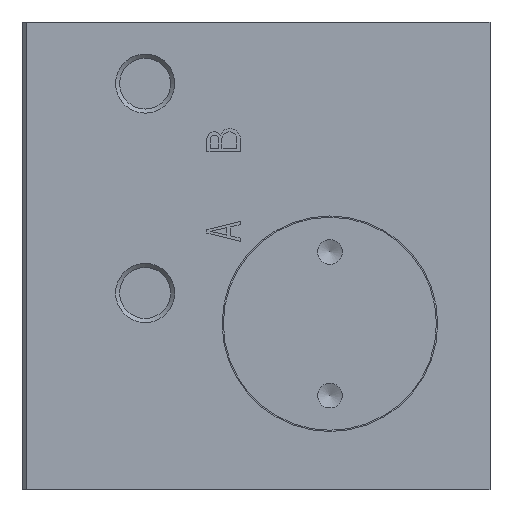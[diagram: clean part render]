
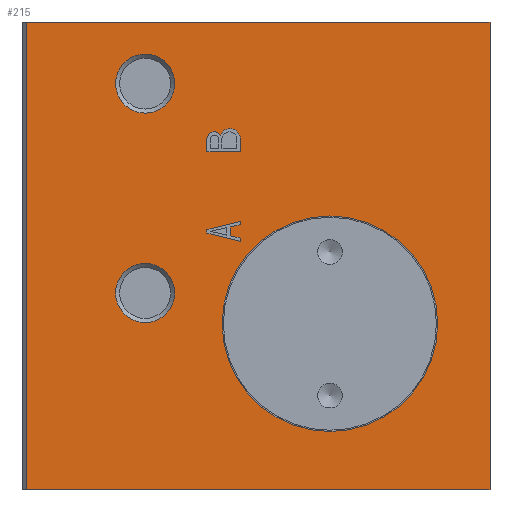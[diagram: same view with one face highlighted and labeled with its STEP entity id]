
A CAD part, left-side view. The second image highlights one B-rep face of the part: STEP entity #215.
In plain terms, the highlighted face is planar.
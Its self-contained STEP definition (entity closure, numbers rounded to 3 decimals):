
#215 = ADVANCED_FACE( '', ( #547, #548, #549, #550, #551, #552 ), #553, .F. );
#547 = FACE_BOUND( '', #1056, .T. );
#548 = FACE_OUTER_BOUND( '', #1057, .T. );
#549 = FACE_BOUND( '', #1058, .T. );
#550 = FACE_BOUND( '', #1059, .T. );
#551 = FACE_BOUND( '', #1060, .T. );
#552 = FACE_BOUND( '', #1061, .T. );
#553 = PLANE( '', #1062 );
#1056 = EDGE_LOOP( '', ( #1604, #1605, #1606, #1607, #1608, #1609, #1610, #1611 ) );
#1057 = EDGE_LOOP( '', ( #1612, #1613, #1614, #1615 ) );
#1058 = EDGE_LOOP( '', ( #1616 ) );
#1059 = EDGE_LOOP( '', ( #1617 ) );
#1060 = EDGE_LOOP( '', ( #1618 ) );
#1061 = EDGE_LOOP( '', ( #1619, #1620, #1621, #1622, #1623 ) );
#1062 = AXIS2_PLACEMENT_3D( '', #1624, #1625, #1626 );
#1604 = ORIENTED_EDGE( '', *, *, #2662, .T. );
#1605 = ORIENTED_EDGE( '', *, *, #2609, .T. );
#1606 = ORIENTED_EDGE( '', *, *, #2663, .T. );
#1607 = ORIENTED_EDGE( '', *, *, #2664, .T. );
#1608 = ORIENTED_EDGE( '', *, *, #2665, .T. );
#1609 = ORIENTED_EDGE( '', *, *, #2666, .T. );
#1610 = ORIENTED_EDGE( '', *, *, #2667, .T. );
#1611 = ORIENTED_EDGE( '', *, *, #2668, .T. );
#1612 = ORIENTED_EDGE( '', *, *, #2669, .T. );
#1613 = ORIENTED_EDGE( '', *, *, #2670, .F. );
#1614 = ORIENTED_EDGE( '', *, *, #2671, .F. );
#1615 = ORIENTED_EDGE( '', *, *, #2672, .T. );
#1616 = ORIENTED_EDGE( '', *, *, #2673, .F. );
#1617 = ORIENTED_EDGE( '', *, *, #2674, .F. );
#1618 = ORIENTED_EDGE( '', *, *, #2675, .T. );
#1619 = ORIENTED_EDGE( '', *, *, #2676, .T. );
#1620 = ORIENTED_EDGE( '', *, *, #2677, .T. );
#1621 = ORIENTED_EDGE( '', *, *, #2678, .T. );
#1622 = ORIENTED_EDGE( '', *, *, #2679, .T. );
#1623 = ORIENTED_EDGE( '', *, *, #2680, .T. );
#1624 = CARTESIAN_POINT( '', ( 19., 0., -33. ) );
#1625 = DIRECTION( '', ( 0., 0., 1. ) );
#1626 = DIRECTION( '', ( 1., 0., 0. ) );
#2609 = EDGE_CURVE( '', #3026, #3027, #3028, .T. );
#2662 = EDGE_CURVE( '', #3116, #3026, #3117, .T. );
#2663 = EDGE_CURVE( '', #3027, #3118, #3119, .T. );
#2664 = EDGE_CURVE( '', #3118, #3120, #3121, .T. );
#2665 = EDGE_CURVE( '', #3120, #3122, #3123, .T. );
#2666 = EDGE_CURVE( '', #3122, #3124, #3125, .T. );
#2667 = EDGE_CURVE( '', #3124, #3126, #3127, .T. );
#2668 = EDGE_CURVE( '', #3126, #3116, #3128, .T. );
#2669 = EDGE_CURVE( '', #3129, #3130, #3131, .T. );
#2670 = EDGE_CURVE( '', #3132, #3130, #3133, .T. );
#2671 = EDGE_CURVE( '', #3134, #3132, #3135, .T. );
#2672 = EDGE_CURVE( '', #3134, #3129, #3136, .T. );
#2673 = EDGE_CURVE( '', #3137, #3137, #3138, .F. );
#2674 = EDGE_CURVE( '', #3139, #3139, #3140, .F. );
#2675 = EDGE_CURVE( '', #3141, #3141, #3142, .T. );
#2676 = EDGE_CURVE( '', #3143, #3144, #3145, .T. );
#2677 = EDGE_CURVE( '', #3144, #3146, #3147, .T. );
#2678 = EDGE_CURVE( '', #3146, #3148, #3149, .T. );
#2679 = EDGE_CURVE( '', #3148, #3150, #3151, .T. );
#2680 = EDGE_CURVE( '', #3150, #3143, #3152, .T. );
#3026 = VERTEX_POINT( '', #3628 );
#3027 = VERTEX_POINT( '', #3629 );
#3028 = LINE( '', #3630, #3631 );
#3116 = VERTEX_POINT( '', #3746 );
#3117 = LINE( '', #3747, #3748 );
#3118 = VERTEX_POINT( '', #3749 );
#3119 = LINE( '', #3750, #3751 );
#3120 = VERTEX_POINT( '', #3752 );
#3121 = LINE( '', #3753, #3754 );
#3122 = VERTEX_POINT( '', #3755 );
#3123 = LINE( '', #3756, #3757 );
#3124 = VERTEX_POINT( '', #3758 );
#3125 = LINE( '', #3759, #3760 );
#3126 = VERTEX_POINT( '', #3761 );
#3127 = LINE( '', #3762, #3763 );
#3128 = LINE( '', #3764, #3765 );
#3129 = VERTEX_POINT( '', #3766 );
#3130 = VERTEX_POINT( '', #3767 );
#3131 = LINE( '', #3768, #3769 );
#3132 = VERTEX_POINT( '', #3770 );
#3133 = LINE( '', #3771, #3772 );
#3134 = VERTEX_POINT( '', #3773 );
#3135 = LINE( '', #3774, #3775 );
#3136 = LINE( '', #3776, #3777 );
#3137 = VERTEX_POINT( '', #3778 );
#3138 = CIRCLE( '', #3779, 2.4 );
#3139 = VERTEX_POINT( '', #3780 );
#3140 = CIRCLE( '', #3781, 2.4 );
#3141 = VERTEX_POINT( '', #3782 );
#3142 = CIRCLE( '', #3783, 8.75 );
#3143 = VERTEX_POINT( '', #3784 );
#3144 = VERTEX_POINT( '', #3785 );
#3145 = CIRCLE( '', #3786, 0.587 );
#3146 = VERTEX_POINT( '', #3787 );
#3147 = CIRCLE( '', #3788, 0.837 );
#3148 = VERTEX_POINT( '', #3789 );
#3149 = LINE( '', #3790, #3791 );
#3150 = VERTEX_POINT( '', #3792 );
#3151 = LINE( '', #3793, #3794 );
#3152 = LINE( '', #3795, #3796 );
#3628 = CARTESIAN_POINT( '', ( -2.81, 20.28, -33. ) );
#3629 = CARTESIAN_POINT( '', ( -2.54, 20.28, -33. ) );
#3630 = CARTESIAN_POINT( '', ( -2.81, 20.28, -33. ) );
#3631 = VECTOR( '', #4497, 1000. );
#3746 = CARTESIAN_POINT( '', ( -2.135, 22.98, -33. ) );
#3747 = CARTESIAN_POINT( '', ( -2.135, 22.98, -33. ) );
#3748 = VECTOR( '', #4558, 1000. );
#3749 = CARTESIAN_POINT( '', ( -2.36, 21.09, -33. ) );
#3750 = CARTESIAN_POINT( '', ( -2.54, 20.28, -33. ) );
#3751 = VECTOR( '', #4559, 1000. );
#3752 = CARTESIAN_POINT( '', ( -1.64, 21.09, -33. ) );
#3753 = CARTESIAN_POINT( '', ( -2.36, 21.09, -33. ) );
#3754 = VECTOR( '', #4560, 1000. );
#3755 = CARTESIAN_POINT( '', ( -1.46, 20.28, -33. ) );
#3756 = CARTESIAN_POINT( '', ( -1.64, 21.09, -33. ) );
#3757 = VECTOR( '', #4561, 1000. );
#3758 = CARTESIAN_POINT( '', ( -1.19, 20.28, -33. ) );
#3759 = CARTESIAN_POINT( '', ( -1.46, 20.28, -33. ) );
#3760 = VECTOR( '', #4562, 1000. );
#3761 = CARTESIAN_POINT( '', ( -1.865, 22.98, -33. ) );
#3762 = CARTESIAN_POINT( '', ( -1.19, 20.28, -33. ) );
#3763 = VECTOR( '', #4563, 1000. );
#3764 = CARTESIAN_POINT( '', ( -1.865, 22.98, -33. ) );
#3765 = VECTOR( '', #4564, 1000. );
#3766 = CARTESIAN_POINT( '', ( -19., 0., -33. ) );
#3767 = CARTESIAN_POINT( '', ( -19., 37.6, -33. ) );
#3768 = CARTESIAN_POINT( '', ( -19., 0., -33. ) );
#3769 = VECTOR( '', #4565, 1000. );
#3770 = CARTESIAN_POINT( '', ( 19., 37.6, -33. ) );
#3771 = CARTESIAN_POINT( '', ( 19., 37.6, -33. ) );
#3772 = VECTOR( '', #4566, 1000. );
#3773 = CARTESIAN_POINT( '', ( 19., 0., -33. ) );
#3774 = CARTESIAN_POINT( '', ( 19., 0., -33. ) );
#3775 = VECTOR( '', #4567, 1000. );
#3776 = CARTESIAN_POINT( '', ( 19., 0., -33. ) );
#3777 = VECTOR( '', #4568, 1000. );
#3778 = CARTESIAN_POINT( '', ( 5.4, 28., -33. ) );
#3779 = AXIS2_PLACEMENT_3D( '', #4569, #4570, #4571 );
#3780 = CARTESIAN_POINT( '', ( -11.6, 28., -33. ) );
#3781 = AXIS2_PLACEMENT_3D( '', #4572, #4573, #4574 );
#3782 = CARTESIAN_POINT( '', ( 14.25, 13., -33. ) );
#3783 = AXIS2_PLACEMENT_3D( '', #4575, #4576, #4577 );
#3784 = CARTESIAN_POINT( '', ( -9.54, 22.98, -33. ) );
#3785 = CARTESIAN_POINT( '', ( -9.81, 21.9, -33. ) );
#3786 = AXIS2_PLACEMENT_3D( '', #4578, #4579, #4580 );
#3787 = CARTESIAN_POINT( '', ( -9.54, 20.28, -33. ) );
#3788 = AXIS2_PLACEMENT_3D( '', #4581, #4582, #4583 );
#3789 = CARTESIAN_POINT( '', ( -8.46, 20.28, -33. ) );
#3790 = CARTESIAN_POINT( '', ( -9.54, 20.28, -33. ) );
#3791 = VECTOR( '', #4584, 1000. );
#3792 = CARTESIAN_POINT( '', ( -8.46, 22.98, -33. ) );
#3793 = CARTESIAN_POINT( '', ( -8.46, 20.28, -33. ) );
#3794 = VECTOR( '', #4585, 1000. );
#3795 = CARTESIAN_POINT( '', ( -8.46, 22.98, -33. ) );
#3796 = VECTOR( '', #4586, 1000. );
#4497 = DIRECTION( '', ( 1., 0., 0. ) );
#4558 = DIRECTION( '', ( -0.243, -0.97, 0. ) );
#4559 = DIRECTION( '', ( 0.217, 0.976, 0. ) );
#4560 = DIRECTION( '', ( 1., 0., 0. ) );
#4561 = DIRECTION( '', ( 0.217, -0.976, 0. ) );
#4562 = DIRECTION( '', ( 1., 0., 0. ) );
#4563 = DIRECTION( '', ( -0.243, 0.97, 0. ) );
#4564 = DIRECTION( '', ( -1., 0., 0. ) );
#4565 = DIRECTION( '', ( 0., 1., 0. ) );
#4566 = DIRECTION( '', ( -1., 0., 0. ) );
#4567 = DIRECTION( '', ( 0., 1., 0. ) );
#4568 = DIRECTION( '', ( -1., 0., 0. ) );
#4569 = CARTESIAN_POINT( '', ( 3., 28., -33. ) );
#4570 = DIRECTION( '', ( 0., 0., 1. ) );
#4571 = DIRECTION( '', ( 1., 0., 0. ) );
#4572 = CARTESIAN_POINT( '', ( -14., 28., -33. ) );
#4573 = DIRECTION( '', ( 0., 0., 1. ) );
#4574 = DIRECTION( '', ( 1., 0., 0. ) );
#4575 = CARTESIAN_POINT( '', ( 5.5, 13., -33. ) );
#4576 = DIRECTION( '', ( 0., 0., 1. ) );
#4577 = DIRECTION( '', ( 1., 0., 0. ) );
#4578 = CARTESIAN_POINT( '', ( -9.495, 22.395, -33. ) );
#4579 = DIRECTION( '', ( 0., 0., 1. ) );
#4580 = DIRECTION( '', ( 1., 0., 0. ) );
#4581 = CARTESIAN_POINT( '', ( -9.513, 21.117, -33. ) );
#4582 = DIRECTION( '', ( 0., 0., 1. ) );
#4583 = DIRECTION( '', ( 1., 0., 0. ) );
#4584 = DIRECTION( '', ( 1., 0., 0. ) );
#4585 = DIRECTION( '', ( 0., 1., 0. ) );
#4586 = DIRECTION( '', ( -1., 0., 0. ) );
